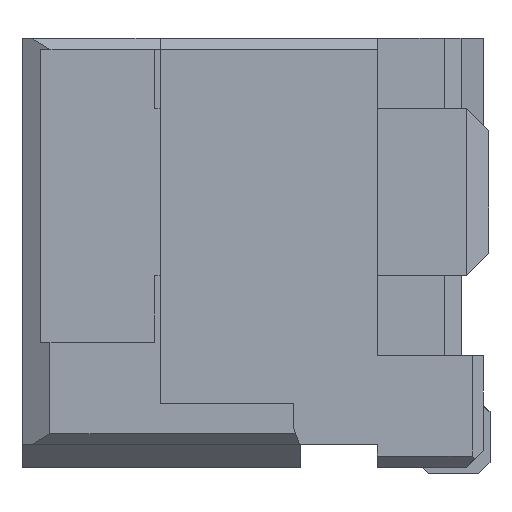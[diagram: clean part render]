
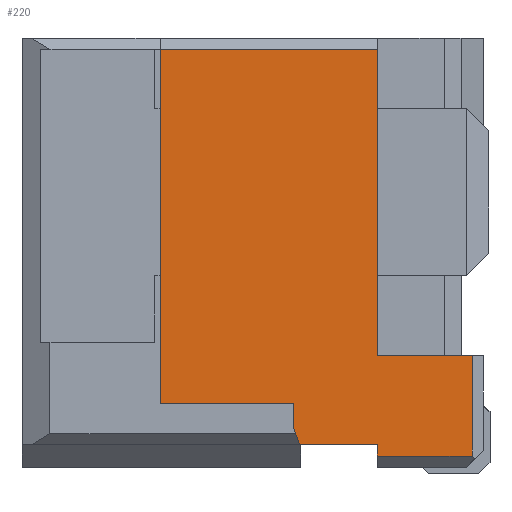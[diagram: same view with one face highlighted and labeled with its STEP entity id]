
A CAD part, left-side view. The second image highlights one B-rep face of the part: STEP entity #220.
In plain terms, the highlighted planar face has unit normal (-1, 0, 0).
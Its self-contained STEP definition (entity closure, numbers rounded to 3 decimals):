
#220 = ADVANCED_FACE( '', ( #588 ), #589, .T. );
#588 = FACE_OUTER_BOUND( '', #1059, .T. );
#589 = PLANE( '', #1060 );
#1059 = EDGE_LOOP( '', ( #2348, #2349, #2350, #2351, #2352, #2353, #2354, #2355, #2356, #2357, #2358 ) );
#1060 = AXIS2_PLACEMENT_3D( '', #2359, #2360, #2361 );
#2348 = ORIENTED_EDGE( '', *, *, #3765, .T. );
#2349 = ORIENTED_EDGE( '', *, *, #3766, .F. );
#2350 = ORIENTED_EDGE( '', *, *, #3421, .F. );
#2351 = ORIENTED_EDGE( '', *, *, #3601, .F. );
#2352 = ORIENTED_EDGE( '', *, *, #3767, .T. );
#2353 = ORIENTED_EDGE( '', *, *, #3544, .T. );
#2354 = ORIENTED_EDGE( '', *, *, #3768, .T. );
#2355 = ORIENTED_EDGE( '', *, *, #3371, .F. );
#2356 = ORIENTED_EDGE( '', *, *, #3769, .T. );
#2357 = ORIENTED_EDGE( '', *, *, #3770, .F. );
#2358 = ORIENTED_EDGE( '', *, *, #3501, .T. );
#2359 = CARTESIAN_POINT( '', ( -7.65, -5.555, 35.995 ) );
#2360 = DIRECTION( '', ( -1., 0., 0. ) );
#2361 = DIRECTION( '', ( 0., 0., 1. ) );
#3371 = EDGE_CURVE( '', #4120, #4122, #4123, .T. );
#3421 = EDGE_CURVE( '', #4217, #4218, #4219, .T. );
#3501 = EDGE_CURVE( '', #4364, #4362, #4365, .T. );
#3544 = EDGE_CURVE( '', #4442, #4440, #4443, .T. );
#3601 = EDGE_CURVE( '', #4534, #4217, #4536, .T. );
#3765 = EDGE_CURVE( '', #4362, #4792, #4793, .T. );
#3766 = EDGE_CURVE( '', #4218, #4792, #4794, .T. );
#3767 = EDGE_CURVE( '', #4534, #4442, #4795, .T. );
#3768 = EDGE_CURVE( '', #4440, #4122, #4796, .T. );
#3769 = EDGE_CURVE( '', #4120, #4797, #4798, .T. );
#3770 = EDGE_CURVE( '', #4364, #4797, #4799, .T. );
#4120 = VERTEX_POINT( '', #5296 );
#4122 = VERTEX_POINT( '', #5299 );
#4123 = LINE( '', #5300, #5301 );
#4217 = VERTEX_POINT( '', #5437 );
#4218 = VERTEX_POINT( '', #5438 );
#4219 = LINE( '', #5439, #5440 );
#4362 = VERTEX_POINT( '', #5663 );
#4364 = VERTEX_POINT( '', #5666 );
#4365 = LINE( '', #5667, #5668 );
#4440 = VERTEX_POINT( '', #5791 );
#4442 = VERTEX_POINT( '', #5794 );
#4443 = LINE( '', #5795, #5796 );
#4534 = VERTEX_POINT( '', #5993 );
#4536 = LINE( '', #5996, #5997 );
#4792 = VERTEX_POINT( '', #6413 );
#4793 = LINE( '', #6414, #6415 );
#4794 = LINE( '', #6416, #6417 );
#4795 = LINE( '', #6418, #6419 );
#4796 = LINE( '', #6420, #6421 );
#4797 = VERTEX_POINT( '', #6422 );
#4798 = LINE( '', #6423, #6424 );
#4799 = LINE( '', #6425, #6426 );
#5296 = CARTESIAN_POINT( '', ( -7.65, -4.58, 34.13 ) );
#5299 = CARTESIAN_POINT( '', ( -7.65, -4.58, 37.31 ) );
#5300 = CARTESIAN_POINT( '', ( -7.65, -4.58, 34.13 ) );
#5301 = VECTOR( '', #6858, 1000. );
#5437 = CARTESIAN_POINT( '', ( -7.65, -7.38, 33.66 ) );
#5438 = CARTESIAN_POINT( '', ( -7.65, -6.53, 33.66 ) );
#5439 = CARTESIAN_POINT( '', ( -7.65, -7.38, 33.66 ) );
#5440 = VECTOR( '', #6922, 1000. );
#5663 = CARTESIAN_POINT( '', ( -7.65, -5.83, 33.76 ) );
#5666 = CARTESIAN_POINT( '', ( -7.65, -5.78, 33.91 ) );
#5667 = CARTESIAN_POINT( '', ( -7.65, -5.78, 33.91 ) );
#5668 = VECTOR( '', #7013, 1000. );
#5791 = CARTESIAN_POINT( '', ( -7.65, -6.53, 37.31 ) );
#5794 = CARTESIAN_POINT( '', ( -7.65, -6.53, 34.56 ) );
#5795 = CARTESIAN_POINT( '', ( -7.65, -6.53, 34.56 ) );
#5796 = VECTOR( '', #7057, 1000. );
#5993 = CARTESIAN_POINT( '', ( -7.65, -7.38, 34.56 ) );
#5996 = CARTESIAN_POINT( '', ( -7.65, -7.38, 34.56 ) );
#5997 = VECTOR( '', #7105, 1000. );
#6413 = CARTESIAN_POINT( '', ( -7.65, -6.53, 33.76 ) );
#6414 = CARTESIAN_POINT( '', ( -7.65, -5.83, 33.76 ) );
#6415 = VECTOR( '', #7275, 1000. );
#6416 = CARTESIAN_POINT( '', ( -7.65, -6.53, 33.66 ) );
#6417 = VECTOR( '', #7276, 1000. );
#6418 = CARTESIAN_POINT( '', ( -7.65, -7.38, 34.56 ) );
#6419 = VECTOR( '', #7277, 1000. );
#6420 = CARTESIAN_POINT( '', ( -7.65, -6.53, 37.31 ) );
#6421 = VECTOR( '', #7278, 1000. );
#6422 = CARTESIAN_POINT( '', ( -7.65, -5.78, 34.13 ) );
#6423 = CARTESIAN_POINT( '', ( -7.65, -4.58, 34.13 ) );
#6424 = VECTOR( '', #7279, 1000. );
#6425 = CARTESIAN_POINT( '', ( -7.65, -5.78, 33.91 ) );
#6426 = VECTOR( '', #7280, 1000. );
#6858 = DIRECTION( '', ( 0., 0., 1. ) );
#6922 = DIRECTION( '', ( 0., 1., 0. ) );
#7013 = DIRECTION( '', ( 0., -0.316, -0.949 ) );
#7057 = DIRECTION( '', ( 0., 0., 1. ) );
#7105 = DIRECTION( '', ( 0., 0., -1. ) );
#7275 = DIRECTION( '', ( 0., -1., 0. ) );
#7276 = DIRECTION( '', ( 0., 0., 1. ) );
#7277 = DIRECTION( '', ( 0., 1., 0. ) );
#7278 = DIRECTION( '', ( 0., 1., 0. ) );
#7279 = DIRECTION( '', ( 0., -1., 0. ) );
#7280 = DIRECTION( '', ( 0., 0., 1. ) );
